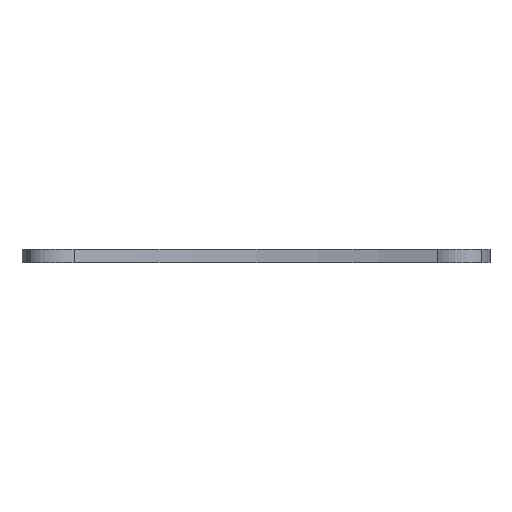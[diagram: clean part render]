
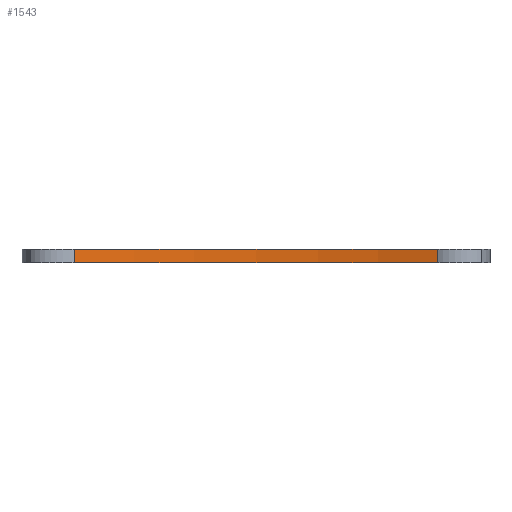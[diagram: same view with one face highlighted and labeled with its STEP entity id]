
A CAD part, left-side view. The second image highlights one B-rep face of the part: STEP entity #1543.
In plain terms, the highlighted cylindrical face has radius 86.484 mm (diameter 172.967 mm), a partial arc.
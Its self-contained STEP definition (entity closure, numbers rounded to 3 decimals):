
#167=CIRCLE('',#1760,86.484);
#168=CIRCLE('',#1761,86.484);
#233=CYLINDRICAL_SURFACE('',#1759,86.484);
#309=FACE_OUTER_BOUND('',#387,.T.);
#387=EDGE_LOOP('',(#1295,#1296,#1297,#1298));
#517=LINE('',#2728,#617);
#518=LINE('',#2734,#618);
#617=VECTOR('',#2263,10.);
#618=VECTOR('',#2270,10.);
#767=VERTEX_POINT('',#2724);
#768=VERTEX_POINT('',#2726);
#769=VERTEX_POINT('',#2730);
#770=VERTEX_POINT('',#2732);
#993=EDGE_CURVE('',#767,#768,#517,.T.);
#994=EDGE_CURVE('',#769,#767,#167,.T.);
#995=EDGE_CURVE('',#770,#768,#168,.T.);
#996=EDGE_CURVE('',#769,#770,#518,.T.);
#1295=ORIENTED_EDGE('',*,*,#994,.T.);
#1296=ORIENTED_EDGE('',*,*,#993,.T.);
#1297=ORIENTED_EDGE('',*,*,#995,.F.);
#1298=ORIENTED_EDGE('',*,*,#996,.F.);
#1543=ADVANCED_FACE('',(#309),#233,.F.);
#1759=AXIS2_PLACEMENT_3D('',#2729,#2264,#2265);
#1760=AXIS2_PLACEMENT_3D('',#2731,#2266,#2267);
#1761=AXIS2_PLACEMENT_3D('',#2733,#2268,#2269);
#2263=DIRECTION('',(0.,0.,-1.));
#2264=DIRECTION('center_axis',(0.,0.,-1.));
#2265=DIRECTION('ref_axis',(0.952,-0.305,0.));
#2266=DIRECTION('center_axis',(0.,0.,1.));
#2267=DIRECTION('ref_axis',(0.952,-0.305,0.));
#2268=DIRECTION('center_axis',(0.,0.,1.));
#2269=DIRECTION('ref_axis',(0.952,-0.305,0.));
#2270=DIRECTION('',(0.,0.,-1.));
#2724=CARTESIAN_POINT('',(-143.872,60.382,0.));
#2726=CARTESIAN_POINT('',(-143.872,60.382,-2.));
#2728=CARTESIAN_POINT('',(-143.872,60.382,0.));
#2729=CARTESIAN_POINT('Origin',(-226.23,33.988,0.));
#2730=CARTESIAN_POINT('',(-143.872,7.594,0.));
#2731=CARTESIAN_POINT('Origin',(-226.23,33.988,0.));
#2732=CARTESIAN_POINT('',(-143.872,7.594,-2.));
#2733=CARTESIAN_POINT('Origin',(-226.23,33.988,-2.));
#2734=CARTESIAN_POINT('',(-143.872,7.594,0.));
